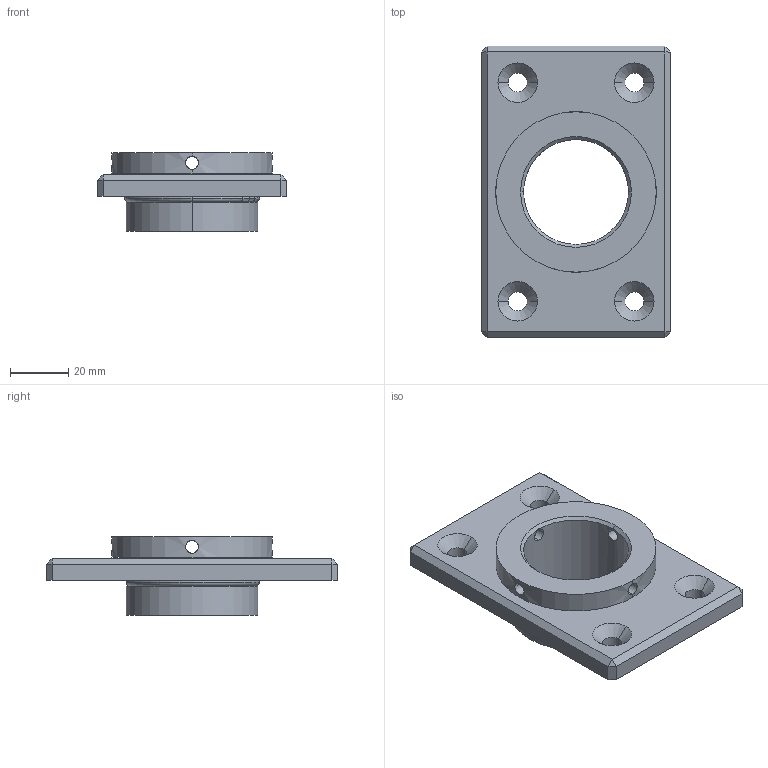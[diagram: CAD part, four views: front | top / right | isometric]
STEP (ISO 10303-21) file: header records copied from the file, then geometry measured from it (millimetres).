
FILE_DESCRIPTION (( 'STEP AP203' ), '1' );
FILE_NAME ('180-6026-02-S.STEP', '2021-04-16T08:26:19', ( '' ), ( '' ), 'SwSTEP 2.0', 'SolidWorks 2018', '' );
FILE_SCHEMA (( 'CONFIG_CONTROL_DESIGN' ));
Length unit declared in the file: millimetre
Products named in the file (2): 180-6026-02-S
Bounding box: 65 x 100 x 27 mm (x, y, z)
Volume: 52212.8 mm3; surface area: 26408.1 mm2
Topology: 4 solids, 4 shells, 394 faces, 1035 edges, 680 vertices
Faces by surface type: plane 173, bspline 157, cylinder 48, cone 12, torus 4
Entity records: 20830 total; most frequent: CARTESIAN_POINT 11954, ORIENTED_EDGE 2070, DIRECTION 1273, EDGE_CURVE 1035, VERTEX_POINT 680, LINE 599, VECTOR 599, EDGE_LOOP 449
